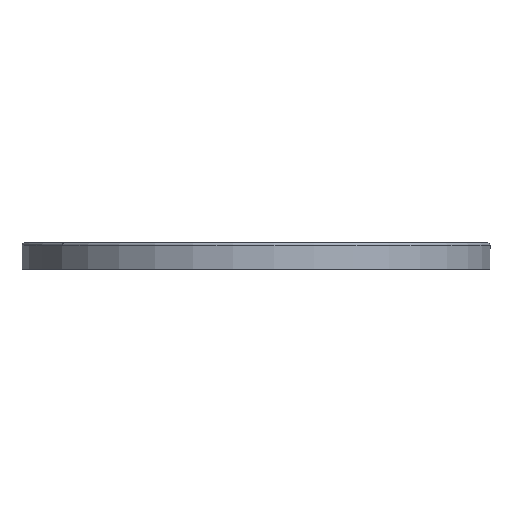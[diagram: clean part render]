
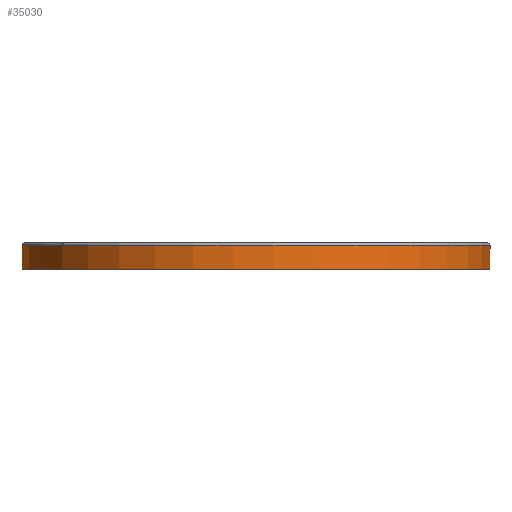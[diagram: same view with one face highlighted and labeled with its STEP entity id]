
A CAD part, left-side view. The second image highlights one B-rep face of the part: STEP entity #35030.
In plain terms, the highlighted cylindrical face has radius 47.8 mm (diameter 95.6 mm), a partial arc.
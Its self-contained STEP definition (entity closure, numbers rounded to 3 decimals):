
#4860=CARTESIAN_POINT('',(0.,110.,-849.));
#4870=DIRECTION('',(0.,0.,1.));
#4880=DIRECTION('',(0.866,-0.5,0.));
#4890=AXIS2_PLACEMENT_3D('',#4860,#4870,#4880);
#4900=CIRCLE('',#4890,47.8);
#4930=CARTESIAN_POINT('',(-41.396,133.9,-849.));
#4940=VERTEX_POINT('',#4930);
#4970=CARTESIAN_POINT('',(41.396,86.1,-849.));
#4980=VERTEX_POINT('',#4970);
#4990=EDGE_CURVE('',#4940,#4980,#4900,.T.);
#10840=CARTESIAN_POINT('',(0.,110.,-844.15));
#10850=DIRECTION('',(0.,0.,1.));
#10860=DIRECTION('',(-1.,0.,0.));
#10870=AXIS2_PLACEMENT_3D('',#10840,#10850,#10860);
#10880=CIRCLE('',#10870,47.8);
#10890=CARTESIAN_POINT('',(41.396,86.1,-844.15));
#10900=VERTEX_POINT('',#10890);
#10930=CARTESIAN_POINT('',(-47.8,110.,-844.15));
#10940=VERTEX_POINT('',#10930);
#10950=EDGE_CURVE('',#10940,#10900,#10880,.T.);
#11530=CARTESIAN_POINT('',(-41.396,133.9,-844.15));
#11540=VERTEX_POINT('',#11530);
#11550=EDGE_CURVE('',#11540,#10940,#10880,.T.);
#34810=CARTESIAN_POINT('',(0.,110.,-849.));
#34820=DIRECTION('',(0.,0.,1.));
#34830=DIRECTION('',(0.866,-0.5,0.));
#34840=AXIS2_PLACEMENT_3D('',#34810,#34820,#34830);
#34850=CYLINDRICAL_SURFACE('',#34840,47.8);
#34860=CARTESIAN_POINT('',(41.396,86.1,-849.));
#34870=DIRECTION('',(0.,0.,1.));
#34880=VECTOR('',#34870,1.);
#34890=LINE('',#34860,#34880);
#34900=EDGE_CURVE('',#4980,#10900,#34890,.T.);
#34910=ORIENTED_EDGE('',*,*,#34900,.T.);
#34920=ORIENTED_EDGE('',*,*,#4990,.T.);
#34930=CARTESIAN_POINT('',(-41.396,133.9,-849.));
#34940=DIRECTION('',(0.,0.,1.));
#34950=VECTOR('',#34940,1.);
#34960=LINE('',#34930,#34950);
#34970=EDGE_CURVE('',#4940,#11540,#34960,.T.);
#34980=ORIENTED_EDGE('',*,*,#34970,.F.);
#34990=ORIENTED_EDGE('',*,*,#11550,.F.);
#35000=ORIENTED_EDGE('',*,*,#10950,.F.);
#35010=EDGE_LOOP('',(#35000,#34990,#34980,#34920,#34910));
#35020=FACE_OUTER_BOUND('',#35010,.T.);
#35030=ADVANCED_FACE('',(#35020),#34850,.T.);
